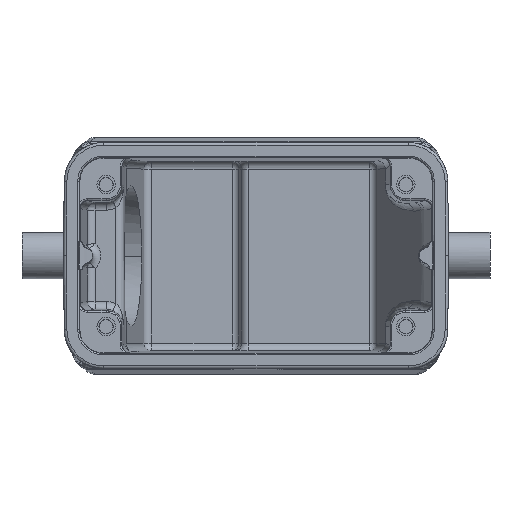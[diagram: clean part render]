
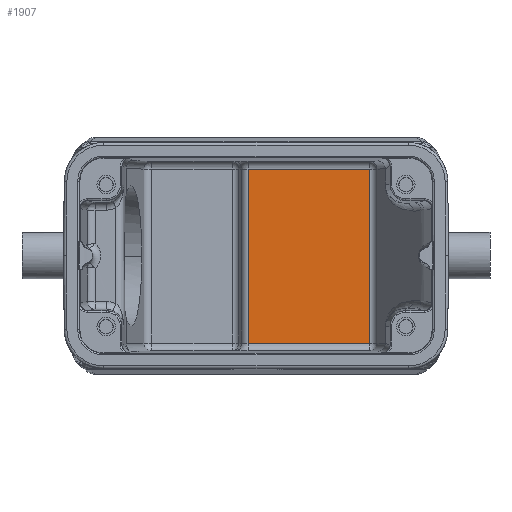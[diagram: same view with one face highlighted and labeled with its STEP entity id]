
A CAD part, top view. The second image highlights one B-rep face of the part: STEP entity #1907.
In plain terms, the highlighted planar face has unit normal (0, 0, 1).
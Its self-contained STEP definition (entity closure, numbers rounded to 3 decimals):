
#1907=ADVANCED_FACE('',(#2848),#2269,.F.);
#2269=PLANE('',#11791);
#2848=FACE_OUTER_BOUND('',#3536,.T.);
#3536=EDGE_LOOP('',(#6145,#6146,#6147,#6148));
#6145=ORIENTED_EDGE('',*,*,#9248,.T.);
#6146=ORIENTED_EDGE('',*,*,#9254,.T.);
#6147=ORIENTED_EDGE('',*,*,#9255,.T.);
#6148=ORIENTED_EDGE('',*,*,#9256,.T.);
#7776=VERTEX_POINT('',#22645);
#7777=VERTEX_POINT('',#22649);
#7779=VERTEX_POINT('',#22658);
#7780=VERTEX_POINT('',#22662);
#9248=EDGE_CURVE('',#7776,#7777,#10135,.T.);
#9254=EDGE_CURVE('',#7777,#7779,#10137,.T.);
#9255=EDGE_CURVE('',#7779,#7780,#10138,.T.);
#9256=EDGE_CURVE('',#7780,#7776,#10139,.T.);
#10135=LINE('',#22648,#10897);
#10137=LINE('',#22659,#10899);
#10138=LINE('',#22661,#10900);
#10139=LINE('',#22663,#10901);
#10897=VECTOR('',#13791,1.);
#10899=VECTOR('',#13805,1.);
#10900=VECTOR('',#13808,1.);
#10901=VECTOR('',#13809,1.);
#11791=AXIS2_PLACEMENT_3D('',#22664,#13810,#13811);
#13791=DIRECTION('',(0.,1.,0.));
#13805=DIRECTION('',(-1.,0.,0.));
#13808=DIRECTION('',(0.,-1.,0.));
#13809=DIRECTION('',(1.,0.,0.));
#13810=DIRECTION('',(0.,0.,-1.));
#13811=DIRECTION('',(-1.,0.,0.));
#22645=CARTESIAN_POINT('',(21.573,-16.546,-65.));
#22648=CARTESIAN_POINT('',(21.573,-16.546,-65.));
#22649=CARTESIAN_POINT('',(21.573,16.546,-65.));
#22658=CARTESIAN_POINT('',(-1.493,16.546,-65.));
#22659=CARTESIAN_POINT('',(21.573,16.546,-65.));
#22661=CARTESIAN_POINT('',(-1.493,16.546,-65.));
#22662=CARTESIAN_POINT('',(-1.493,-16.546,-65.));
#22663=CARTESIAN_POINT('',(-1.493,-16.546,-65.));
#22664=CARTESIAN_POINT('',(22.724,-18.6,-65.));
